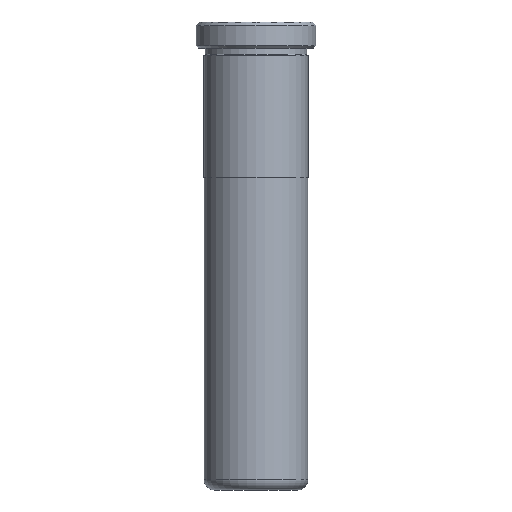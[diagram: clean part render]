
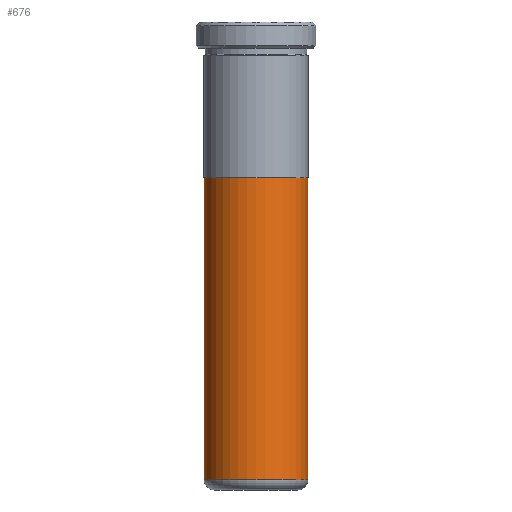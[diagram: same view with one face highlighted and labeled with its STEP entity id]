
A CAD part, front view. The second image highlights one B-rep face of the part: STEP entity #676.
In plain terms, the highlighted cylindrical face has radius 9.995 mm (diameter 19.99 mm), a partial arc.
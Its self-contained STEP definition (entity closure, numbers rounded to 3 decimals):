
#12 = CIRCLE ( 'NONE', #517, 9.995 ) ;
#50 = EDGE_CURVE ( 'NONE', #1317, #129, #860, .T. ) ;
#72 = ORIENTED_EDGE ( 'NONE', *, *, #113, .T. ) ;
#78 = CARTESIAN_POINT ( 'NONE',  ( 9.995, 0., 85. ) ) ;
#97 = DIRECTION ( 'NONE',  ( 0., 0., -1. ) ) ;
#113 = EDGE_CURVE ( 'NONE', #1203, #1488, #1455, .T. ) ;
#129 = VERTEX_POINT ( 'NONE', #853 ) ;
#147 = ORIENTED_EDGE ( 'NONE', *, *, #510, .T. ) ;
#183 = FACE_OUTER_BOUND ( 'NONE', #509, .T. ) ;
#235 = AXIS2_PLACEMENT_3D ( 'NONE', #949, #835, #719 ) ;
#282 = VECTOR ( 'NONE', #387, 1000. ) ;
#387 = DIRECTION ( 'NONE',  ( 0., 0., -1. ) ) ;
#392 = DIRECTION ( 'NONE',  ( 0., 0., 1. ) ) ;
#399 = CYLINDRICAL_SURFACE ( 'NONE', #235, 9.995 ) ;
#450 = EDGE_CURVE ( 'NONE', #1203, #1317, #1040, .T. ) ;
#471 = CARTESIAN_POINT ( 'NONE',  ( -9.995, 0., 2. ) ) ;
#509 = EDGE_LOOP ( 'NONE', ( #568, #1237, #72, #147 ) ) ;
#510 = EDGE_CURVE ( 'NONE', #1488, #129, #12, .T. ) ;
#514 = VECTOR ( 'NONE', #97, 1000. ) ;
#517 = AXIS2_PLACEMENT_3D ( 'NONE', #1090, #392, #1198 ) ;
#568 = ORIENTED_EDGE ( 'NONE', *, *, #50, .F. ) ;
#599 = CARTESIAN_POINT ( 'NONE',  ( -9.995, 0., 60. ) ) ;
#617 = CARTESIAN_POINT ( 'NONE',  ( 0., 0., 60. ) ) ;
#676 = ADVANCED_FACE ( 'NONE', ( #183 ), #399, .T. ) ;
#719 = DIRECTION ( 'NONE',  ( -1., 0., 0. ) ) ;
#729 = DIRECTION ( 'NONE',  ( 1., 0., 0. ) ) ;
#835 = DIRECTION ( 'NONE',  ( 0., 0., -1. ) ) ;
#853 = CARTESIAN_POINT ( 'NONE',  ( 9.995, 0., 2. ) ) ;
#860 = LINE ( 'NONE', #78, #514 ) ;
#949 = CARTESIAN_POINT ( 'NONE',  ( 0., 0., 85. ) ) ;
#965 = CARTESIAN_POINT ( 'NONE',  ( -9.995, 0., 85. ) ) ;
#1040 = CIRCLE ( 'NONE', #1291, 9.995 ) ;
#1090 = CARTESIAN_POINT ( 'NONE',  ( 0., 0., 2. ) ) ;
#1136 = CARTESIAN_POINT ( 'NONE',  ( 9.995, 0., 60. ) ) ;
#1198 = DIRECTION ( 'NONE',  ( 1., 0., 0. ) ) ;
#1203 = VERTEX_POINT ( 'NONE', #599 ) ;
#1237 = ORIENTED_EDGE ( 'NONE', *, *, #450, .F. ) ;
#1291 = AXIS2_PLACEMENT_3D ( 'NONE', #617, #1396, #729 ) ;
#1317 = VERTEX_POINT ( 'NONE', #1136 ) ;
#1396 = DIRECTION ( 'NONE',  ( 0., 0., 1. ) ) ;
#1455 = LINE ( 'NONE', #965, #282 ) ;
#1488 = VERTEX_POINT ( 'NONE', #471 ) ;
